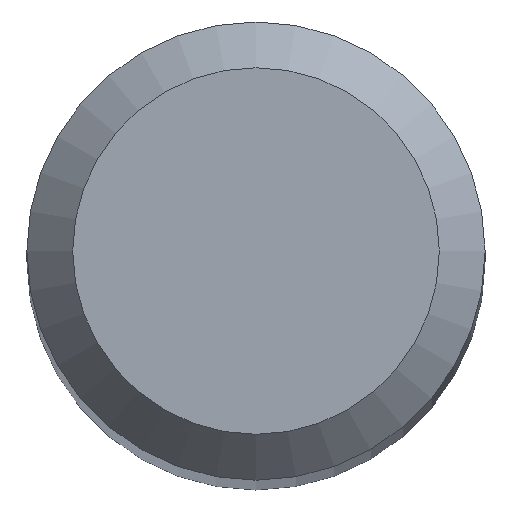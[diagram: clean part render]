
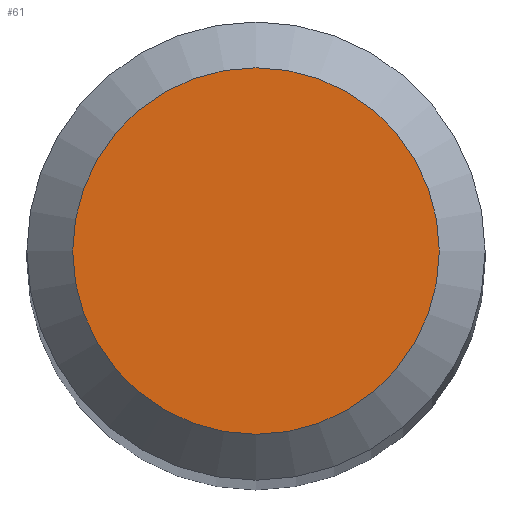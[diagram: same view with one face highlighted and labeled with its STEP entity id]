
A CAD part, top view. The second image highlights one B-rep face of the part: STEP entity #61.
In plain terms, the highlighted planar face has unit normal (0, 0, 1).
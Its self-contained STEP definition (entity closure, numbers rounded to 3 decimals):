
#1 = AXIS2_PLACEMENT_3D ( 'NONE', #275, #74, #160 ) ;
#22 = CIRCLE ( 'NONE', #197, 0.8 ) ;
#61 = ADVANCED_FACE ( 'NONE', ( #233 ), #92, .F. ) ;
#71 = EDGE_LOOP ( 'NONE', ( #201 ) ) ;
#74 = DIRECTION ( 'NONE',  ( 0., 0., -1. ) ) ;
#83 = EDGE_CURVE ( 'NONE', #222, #222, #22, .T. ) ;
#92 = PLANE ( 'NONE',  #1 ) ;
#117 = DIRECTION ( 'NONE',  ( 0., 1., 0. ) ) ;
#156 = CARTESIAN_POINT ( 'NONE',  ( 0., 0.8, 32. ) ) ;
#160 = DIRECTION ( 'NONE',  ( 0., 1., 0. ) ) ;
#163 = DIRECTION ( 'NONE',  ( 0., 0., -1. ) ) ;
#197 = AXIS2_PLACEMENT_3D ( 'NONE', #202, #163, #117 ) ;
#201 = ORIENTED_EDGE ( 'NONE', *, *, #83, .F. ) ;
#202 = CARTESIAN_POINT ( 'NONE',  ( 0., 0., 32. ) ) ;
#222 = VERTEX_POINT ( 'NONE', #156 ) ;
#233 = FACE_OUTER_BOUND ( 'NONE', #71, .T. ) ;
#275 = CARTESIAN_POINT ( 'NONE',  ( 0., 0., 32. ) ) ;
